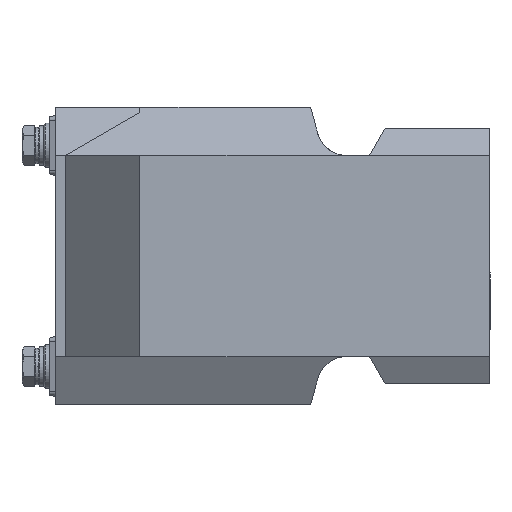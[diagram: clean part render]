
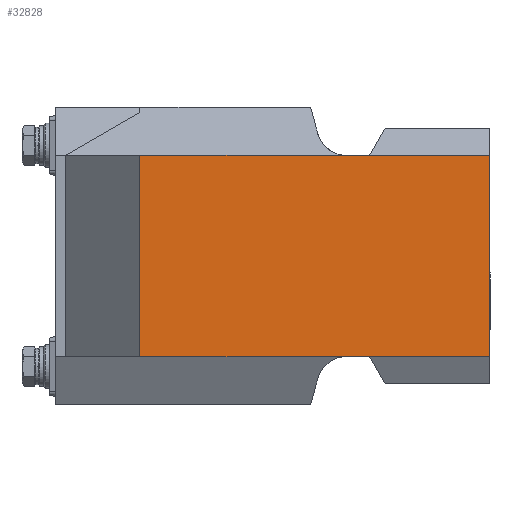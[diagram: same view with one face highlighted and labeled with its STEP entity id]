
A CAD part, left-side view. The second image highlights one B-rep face of the part: STEP entity #32828.
In plain terms, the highlighted planar face has unit normal (-1, 0, 0).
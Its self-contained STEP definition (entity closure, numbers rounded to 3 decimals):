
#664 = CARTESIAN_POINT ( 'NONE',  ( -137.5, 174., -50. ) ) ;
#1863 = VECTOR ( 'NONE', #125654, 1000. ) ;
#1897 = PLANE ( 'NONE',  #150860 ) ;
#5727 = ORIENTED_EDGE ( 'NONE', *, *, #21022, .F. ) ;
#14996 = DIRECTION ( 'NONE',  ( -1., 0., 0. ) ) ;
#17270 = VERTEX_POINT ( 'NONE', #129230 ) ;
#21022 = EDGE_CURVE ( 'NONE', #17270, #29020, #140147, .T. ) ;
#22597 = EDGE_CURVE ( 'NONE', #29020, #100700, #154849, .T. ) ;
#24258 = EDGE_LOOP ( 'NONE', ( #41384, #110928, #5727, #85749 ) ) ;
#26880 = DIRECTION ( 'NONE',  ( 0., 0., 1. ) ) ;
#29020 = VERTEX_POINT ( 'NONE', #151448 ) ;
#32828 = ADVANCED_FACE ( 'NONE', ( #90614 ), #1897, .T. ) ;
#37394 = EDGE_CURVE ( 'NONE', #134497, #100700, #77916, .T. ) ;
#38771 = EDGE_CURVE ( 'NONE', #17270, #134497, #101948, .T. ) ;
#40048 = VECTOR ( 'NONE', #26880, 1000. ) ;
#41384 = ORIENTED_EDGE ( 'NONE', *, *, #37394, .T. ) ;
#50633 = VECTOR ( 'NONE', #154710, 1000. ) ;
#52089 = CARTESIAN_POINT ( 'NONE',  ( -137.5, 0., 50. ) ) ;
#68256 = DIRECTION ( 'NONE',  ( 0., 0., 1. ) ) ;
#77916 = LINE ( 'NONE', #119090, #112679 ) ;
#85749 = ORIENTED_EDGE ( 'NONE', *, *, #38771, .T. ) ;
#90614 = FACE_OUTER_BOUND ( 'NONE', #24258, .T. ) ;
#99393 = CARTESIAN_POINT ( 'NONE',  ( -137.5, 0., -50. ) ) ;
#100700 = VERTEX_POINT ( 'NONE', #52089 ) ;
#101948 = LINE ( 'NONE', #139851, #1863 ) ;
#106367 = DIRECTION ( 'NONE',  ( 0., 0., 1. ) ) ;
#110928 = ORIENTED_EDGE ( 'NONE', *, *, #22597, .F. ) ;
#112679 = VECTOR ( 'NONE', #68256, 1000. ) ;
#118383 = CARTESIAN_POINT ( 'NONE',  ( -137.5, 174., -50. ) ) ;
#119090 = CARTESIAN_POINT ( 'NONE',  ( -137.5, 0., -50. ) ) ;
#125654 = DIRECTION ( 'NONE',  ( 0., -1., 0. ) ) ;
#129230 = CARTESIAN_POINT ( 'NONE',  ( -137.5, 174., -50. ) ) ;
#134497 = VERTEX_POINT ( 'NONE', #99393 ) ;
#139851 = CARTESIAN_POINT ( 'NONE',  ( -137.5, 174., -50. ) ) ;
#140147 = LINE ( 'NONE', #664, #40048 ) ;
#150860 = AXIS2_PLACEMENT_3D ( 'NONE', #118383, #14996, #106367 ) ;
#151448 = CARTESIAN_POINT ( 'NONE',  ( -137.5, 174., 50. ) ) ;
#154710 = DIRECTION ( 'NONE',  ( 0., -1., 0. ) ) ;
#154849 = LINE ( 'NONE', #167843, #50633 ) ;
#167843 = CARTESIAN_POINT ( 'NONE',  ( -137.5, 174., 50. ) ) ;
